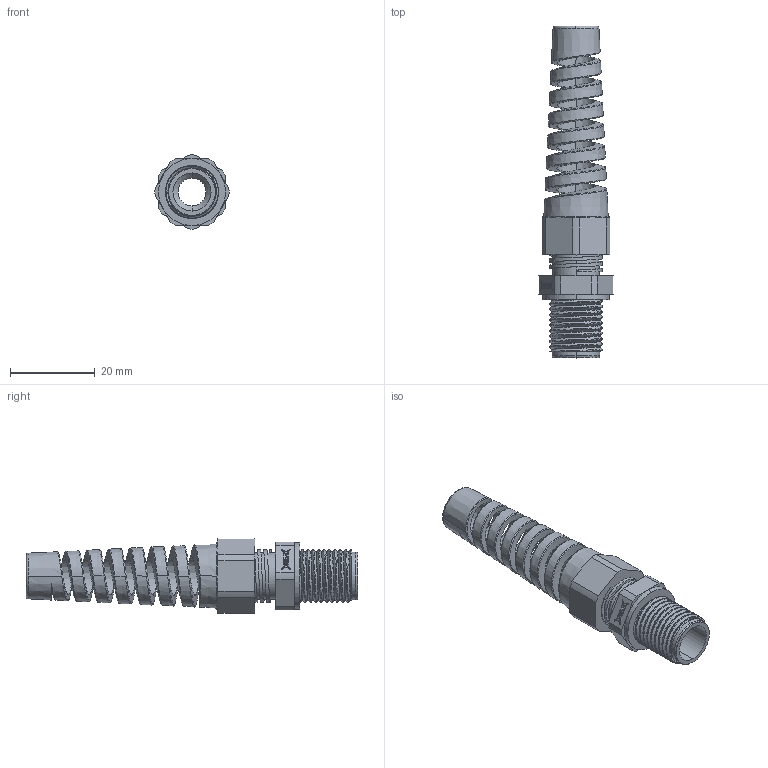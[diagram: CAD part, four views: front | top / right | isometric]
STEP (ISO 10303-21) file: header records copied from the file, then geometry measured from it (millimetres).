
FILE_DESCRIPTION (( 'STEP AP203' ), '1' );
FILE_NAME ('4007SN.STEP', '2024-11-13T10:19:47', ( '' ), ( '' ), 'SwSTEP 2.0', 'SolidWorks 2022', '' );
FILE_SCHEMA (( 'CONFIG_CONTROL_DESIGN' ));
Length unit declared in the file: millimetre
Products named in the file (1): 4007SN
Bounding box: 17.49 x 78.4 x 17.5 mm (x, y, z)
Volume: 5502.1 mm3; surface area: 6375.1 mm2
Topology: 1 solids, 1 shells, 232 faces, 641 edges, 427 vertices
Faces by surface type: bspline 91, plane 67, cone 38, cylinder 31, torus 5
Entity records: 27623 total; most frequent: CARTESIAN_POINT 22393, ORIENTED_EDGE 1276, DIRECTION 734, EDGE_CURVE 638, VERTEX_POINT 421, VECTOR 284, LINE 284, B_SPLINE_CURVE_WITH_KNOTS 254
